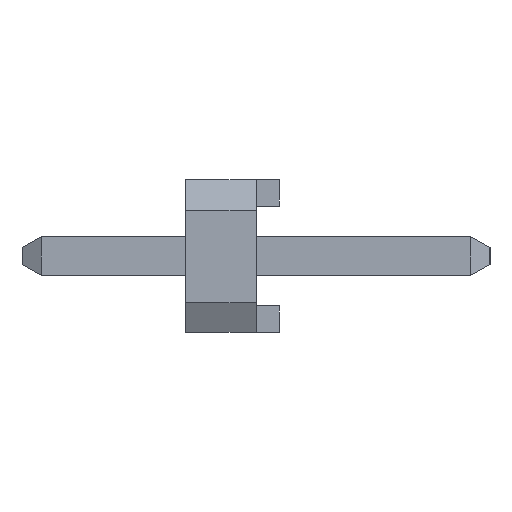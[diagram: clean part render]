
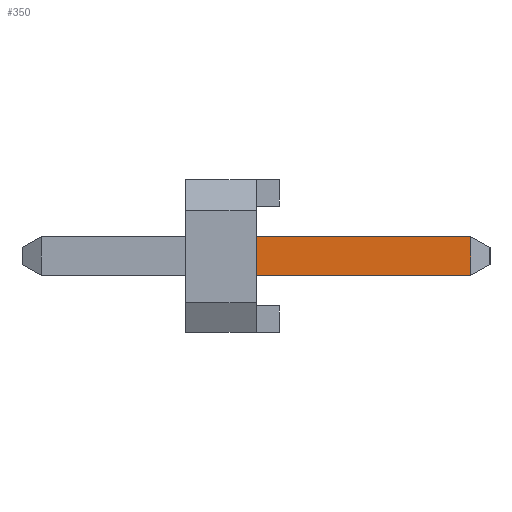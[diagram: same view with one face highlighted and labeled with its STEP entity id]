
A CAD part, left-side view. The second image highlights one B-rep face of the part: STEP entity #350.
In plain terms, the highlighted planar face has unit normal (-1, 0, 0).
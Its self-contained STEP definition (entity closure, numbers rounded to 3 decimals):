
#101=CARTESIAN_POINT('Vertex',(-5.398,-4.069,1.588)) ;
#156=CARTESIAN_POINT('Vertex',(-5.398,-4.069,0.953)) ;
#223=CARTESIAN_POINT('Line Origine',(-5.398,-4.069,1.27)) ;
#244=CARTESIAN_POINT('Vertex',(-5.397,-0.456,1.588)) ;
#247=CARTESIAN_POINT('Line Origine',(-5.397,-0.99,1.588)) ;
#251=CARTESIAN_POINT('Vertex',(-5.397,-1.524,1.588)) ;
#254=CARTESIAN_POINT('Line Origine',(-5.398,-2.796,1.588)) ;
#273=CARTESIAN_POINT('Line Origine',(-5.398,-2.796,0.953)) ;
#277=CARTESIAN_POINT('Vertex',(-5.398,-1.524,0.953)) ;
#280=CARTESIAN_POINT('Line Origine',(-5.397,-0.99,0.953)) ;
#284=CARTESIAN_POINT('Vertex',(-5.397,-0.456,0.953)) ;
#332=CARTESIAN_POINT('Axis2P3D Location',(-5.398,6.414,17.513)) ;
#337=CARTESIAN_POINT('Line Origine',(-5.398,-0.456,1.27)) ;
#224=DIRECTION('Vector Direction',(0.,0.,-1.)) ;
#248=DIRECTION('Vector Direction',(0.,-1.,0.)) ;
#255=DIRECTION('Vector Direction',(0.,-1.,0.)) ;
#274=DIRECTION('Vector Direction',(0.,-1.,0.)) ;
#281=DIRECTION('Vector Direction',(0.,-1.,0.)) ;
#333=DIRECTION('Axis2P3D Direction',(1.,0.,0.)) ;
#334=DIRECTION('Axis2P3D XDirection',(0.,0.,-1.)) ;
#338=DIRECTION('Vector Direction',(0.,0.,-1.)) ;
#335=AXIS2_PLACEMENT_3D('Plane Axis2P3D',#332,#333,#334) ;
#343=ORIENTED_EDGE('',*,*,#227,.F.) ;
#344=ORIENTED_EDGE('',*,*,#258,.F.) ;
#345=ORIENTED_EDGE('',*,*,#253,.F.) ;
#346=ORIENTED_EDGE('',*,*,#341,.T.) ;
#347=ORIENTED_EDGE('',*,*,#286,.T.) ;
#348=ORIENTED_EDGE('',*,*,#279,.F.) ;
#225=VECTOR('Line Direction',#224,1.) ;
#249=VECTOR('Line Direction',#248,1.) ;
#256=VECTOR('Line Direction',#255,1.) ;
#275=VECTOR('Line Direction',#274,1.) ;
#282=VECTOR('Line Direction',#281,1.) ;
#339=VECTOR('Line Direction',#338,1.) ;
#350=ADVANCED_FACE('PartBody',(#349),#336,.F.) ;
#227=EDGE_CURVE('',#102,#157,#226,.T.) ;
#253=EDGE_CURVE('',#245,#252,#250,.T.) ;
#258=EDGE_CURVE('',#252,#102,#257,.T.) ;
#279=EDGE_CURVE('',#157,#278,#276,.F.) ;
#286=EDGE_CURVE('',#285,#278,#283,.T.) ;
#341=EDGE_CURVE('',#245,#285,#340,.T.) ;
#342=EDGE_LOOP('',(#343,#344,#345,#346,#347,#348)) ;
#349=FACE_OUTER_BOUND('',#342,.T.) ;
#226=LINE('Line',#223,#225) ;
#250=LINE('Line',#247,#249) ;
#257=LINE('Line',#254,#256) ;
#276=LINE('Line',#273,#275) ;
#283=LINE('Line',#280,#282) ;
#340=LINE('Line',#337,#339) ;
#336=PLANE('Plane',#335) ;
#102=VERTEX_POINT('',#101) ;
#157=VERTEX_POINT('',#156) ;
#245=VERTEX_POINT('',#244) ;
#252=VERTEX_POINT('',#251) ;
#278=VERTEX_POINT('',#277) ;
#285=VERTEX_POINT('',#284) ;
